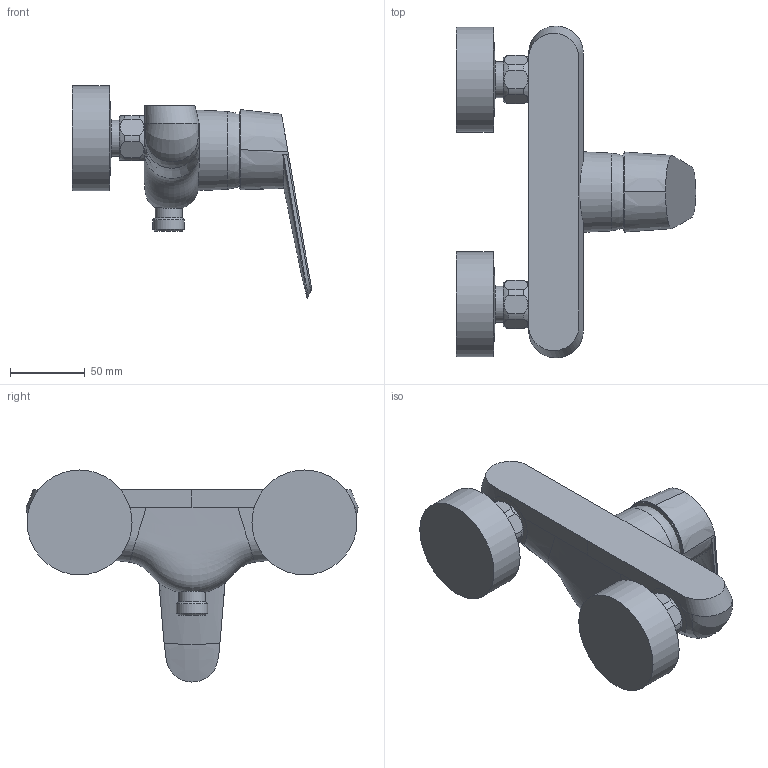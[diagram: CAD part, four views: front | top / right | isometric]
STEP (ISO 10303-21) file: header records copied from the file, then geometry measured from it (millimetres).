
FILE_DESCRIPTION(/* description */ ('Unknown'),/* implementation_level */ '2;1');
FILE_NAME(/* name */ '33569002',/* time_stamp */ '2022-09-09T17:47:25+02:00',/* author */ ('Unknown'),/* organization */ ('GROHE AG'),/* preprocessor_version */ 'ST-DEVELOPER v16.7',/* originating_system */ 'DEX',/* authorisation */ $);
FILE_SCHEMA (('AUTOMOTIVE_DESIGN {1 0 10303 214 3 1 1}'));
Length unit declared in the file: millimetre
Products named in the file (2): 33569002; id11
Assembly tree (1 placements, depth 2):
  33569002
    id11
Bounding box: 159.66 x 221.44 x 141.49 mm (x, y, z)
Volume: 81910.9 mm3; surface area: 92619 mm2
Topology: 1 solids, 8 shells, 83 faces, 232 edges, 160 vertices
Faces by surface type: bspline 25, plane 25, cylinder 23, torus 5, sphere 3, cone 2
Full cylindrical faces by diameter (mm): 18 x1, 18.5 x1, 20.96 x1, 24.117 x2, 51.586 x1, 54.5 x1, 70 x2
Entity records: 21655 total; most frequent: CARTESIAN_POINT 19673, ORIENTED_EDGE 378, DIRECTION 268, EDGE_CURVE 198, VERTEX_POINT 147, AXIS2_PLACEMENT_3D 122, B_SPLINE_CURVE_WITH_KNOTS 110, EDGE_LOOP 110
